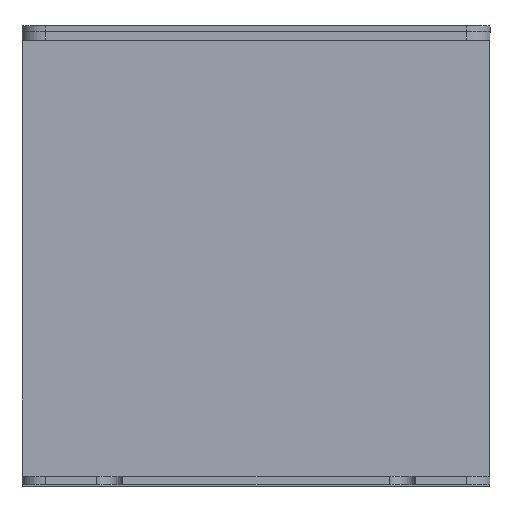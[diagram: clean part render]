
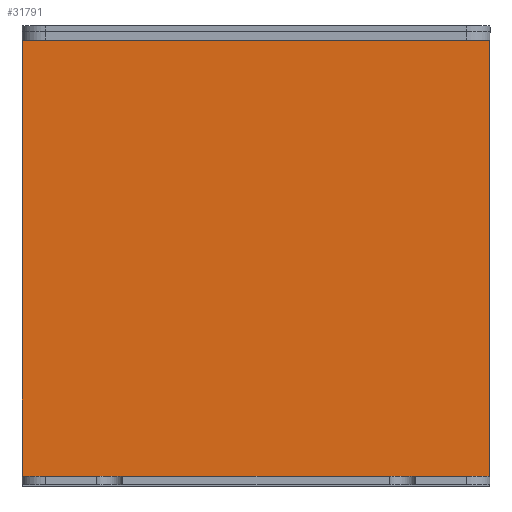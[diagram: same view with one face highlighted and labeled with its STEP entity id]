
A CAD part, top view. The second image highlights one B-rep face of the part: STEP entity #31791.
In plain terms, the highlighted planar face has unit normal (0, 0, 1).
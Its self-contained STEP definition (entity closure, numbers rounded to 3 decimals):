
#138 = EDGE_LOOP ( 'NONE', ( #19312, #15888, #9266, #20239 ) ) ;
#808 = CARTESIAN_POINT ( 'NONE',  ( -29.505, -56.157, 133. ) ) ;
#1208 = CARTESIAN_POINT ( 'NONE',  ( -29.505, 92.843, 133. ) ) ;
#3237 = DIRECTION ( 'NONE',  ( 0., 1., 0. ) ) ;
#3644 = EDGE_CURVE ( 'NONE', #35770, #11337, #12242, .T. ) ;
#4199 = VECTOR ( 'NONE', #7296, 1000. ) ;
#6886 = LINE ( 'NONE', #1208, #4199 ) ;
#7296 = DIRECTION ( 'NONE',  ( -1., 0., 0. ) ) ;
#8571 = EDGE_CURVE ( 'NONE', #35770, #28571, #9708, .T. ) ;
#9266 = ORIENTED_EDGE ( 'NONE', *, *, #3644, .T. ) ;
#9708 = LINE ( 'NONE', #808, #20323 ) ;
#9955 = LINE ( 'NONE', #14488, #17566 ) ;
#10947 = CARTESIAN_POINT ( 'NONE',  ( -29.505, -59.157, 133. ) ) ;
#11337 = VERTEX_POINT ( 'NONE', #29683 ) ;
#11349 = VECTOR ( 'NONE', #16137, 1000. ) ;
#11816 = EDGE_CURVE ( 'NONE', #11337, #36156, #6886, .T. ) ;
#12242 = LINE ( 'NONE', #27872, #11349 ) ;
#12839 = PLANE ( 'NONE',  #31603 ) ;
#13819 = DIRECTION ( 'NONE',  ( 0., 0., 1. ) ) ;
#14488 = CARTESIAN_POINT ( 'NONE',  ( -189.505, -59.157, 133. ) ) ;
#15888 = ORIENTED_EDGE ( 'NONE', *, *, #8571, .F. ) ;
#16137 = DIRECTION ( 'NONE',  ( 0., 1., 0. ) ) ;
#17566 = VECTOR ( 'NONE', #3237, 1000. ) ;
#19312 = ORIENTED_EDGE ( 'NONE', *, *, #23641, .F. ) ;
#20239 = ORIENTED_EDGE ( 'NONE', *, *, #11816, .T. ) ;
#20323 = VECTOR ( 'NONE', #34949, 1000. ) ;
#22310 = FACE_OUTER_BOUND ( 'NONE', #138, .T. ) ;
#23641 = EDGE_CURVE ( 'NONE', #28571, #36156, #9955, .T. ) ;
#27872 = CARTESIAN_POINT ( 'NONE',  ( -29.505, -59.157, 133. ) ) ;
#28571 = VERTEX_POINT ( 'NONE', #35211 ) ;
#29683 = CARTESIAN_POINT ( 'NONE',  ( -29.505, 92.843, 133. ) ) ;
#31335 = CARTESIAN_POINT ( 'NONE',  ( -189.505, 92.843, 133. ) ) ;
#31603 = AXIS2_PLACEMENT_3D ( 'NONE', #10947, #13819, #33227 ) ;
#31791 = ADVANCED_FACE ( 'NONE', ( #22310 ), #12839, .T. ) ;
#33227 = DIRECTION ( 'NONE',  ( 1., 0., 0. ) ) ;
#34949 = DIRECTION ( 'NONE',  ( -1., 0., 0. ) ) ;
#35192 = CARTESIAN_POINT ( 'NONE',  ( -29.505, -56.157, 133. ) ) ;
#35211 = CARTESIAN_POINT ( 'NONE',  ( -189.505, -56.157, 133. ) ) ;
#35770 = VERTEX_POINT ( 'NONE', #35192 ) ;
#36156 = VERTEX_POINT ( 'NONE', #31335 ) ;
